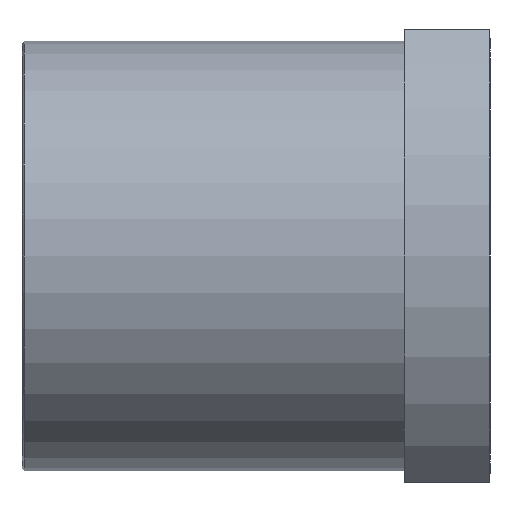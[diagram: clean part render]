
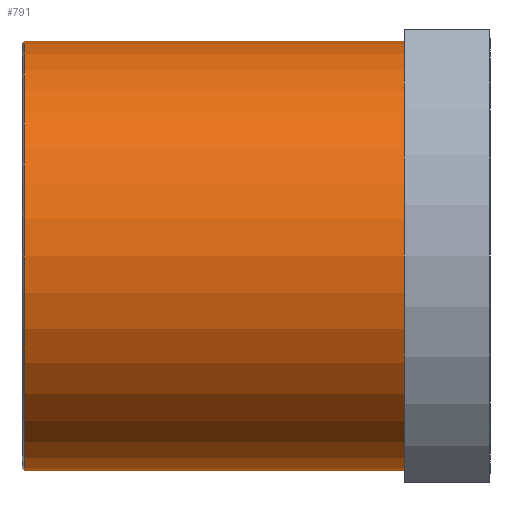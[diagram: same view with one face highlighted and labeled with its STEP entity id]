
A CAD part, front view. The second image highlights one B-rep face of the part: STEP entity #791.
In plain terms, the highlighted cylindrical face has radius 45 mm (diameter 90 mm), a partial arc.
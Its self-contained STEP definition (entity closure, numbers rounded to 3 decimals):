
#23 = VECTOR ( 'NONE', #137, 1000. ) ;
#45 = DIRECTION ( 'NONE',  ( -1., 0., 0. ) ) ;
#54 = CARTESIAN_POINT ( 'NONE',  ( -340.807, 0., -45. ) ) ;
#59 = LINE ( 'NONE', #54, #23 ) ;
#75 = CYLINDRICAL_SURFACE ( 'NONE', #437, 45. ) ;
#93 = DIRECTION ( 'NONE',  ( 0., 0., -1. ) ) ;
#112 = VERTEX_POINT ( 'NONE', #508 ) ;
#128 = CIRCLE ( 'NONE', #279, 45. ) ;
#137 = DIRECTION ( 'NONE',  ( -1., 0., 0. ) ) ;
#168 = CARTESIAN_POINT ( 'NONE',  ( -340.807, 0., 0. ) ) ;
#196 = CARTESIAN_POINT ( 'NONE',  ( -36.059, 0., 45. ) ) ;
#218 = ORIENTED_EDGE ( 'NONE', *, *, #654, .T. ) ;
#247 = CARTESIAN_POINT ( 'NONE',  ( -36.059, 0., -45. ) ) ;
#257 = DIRECTION ( 'NONE',  ( 1., 0., 0. ) ) ;
#279 = AXIS2_PLACEMENT_3D ( 'NONE', #323, #257, #93 ) ;
#318 = CIRCLE ( 'NONE', #1070, 45. ) ;
#323 = CARTESIAN_POINT ( 'NONE',  ( -36.059, 0., 0. ) ) ;
#342 = CARTESIAN_POINT ( 'NONE',  ( 43.441, 0., 45. ) ) ;
#407 = DIRECTION ( 'NONE',  ( 0., 0., 1. ) ) ;
#428 = EDGE_LOOP ( 'NONE', ( #600, #1046, #929, #218 ) ) ;
#437 = AXIS2_PLACEMENT_3D ( 'NONE', #168, #847, #440 ) ;
#440 = DIRECTION ( 'NONE',  ( 0., 0., 1. ) ) ;
#469 = CARTESIAN_POINT ( 'NONE',  ( 43.441, 0., 0. ) ) ;
#508 = CARTESIAN_POINT ( 'NONE',  ( 43.441, 0., -45. ) ) ;
#519 = EDGE_CURVE ( 'NONE', #112, #700, #318, .T. ) ;
#567 = VERTEX_POINT ( 'NONE', #247 ) ;
#600 = ORIENTED_EDGE ( 'NONE', *, *, #993, .F. ) ;
#654 = EDGE_CURVE ( 'NONE', #892, #567, #128, .T. ) ;
#690 = DIRECTION ( 'NONE',  ( -1., 0., 0. ) ) ;
#700 = VERTEX_POINT ( 'NONE', #342 ) ;
#791 = ADVANCED_FACE ( 'NONE', ( #836 ), #75, .T. ) ;
#836 = FACE_OUTER_BOUND ( 'NONE', #428, .T. ) ;
#847 = DIRECTION ( 'NONE',  ( -1., 0., 0. ) ) ;
#869 = EDGE_CURVE ( 'NONE', #700, #892, #1047, .T. ) ;
#873 = CARTESIAN_POINT ( 'NONE',  ( -340.807, 0., 45. ) ) ;
#892 = VERTEX_POINT ( 'NONE', #196 ) ;
#929 = ORIENTED_EDGE ( 'NONE', *, *, #869, .T. ) ;
#950 = VECTOR ( 'NONE', #690, 1000. ) ;
#993 = EDGE_CURVE ( 'NONE', #112, #567, #59, .T. ) ;
#1046 = ORIENTED_EDGE ( 'NONE', *, *, #519, .T. ) ;
#1047 = LINE ( 'NONE', #873, #950 ) ;
#1070 = AXIS2_PLACEMENT_3D ( 'NONE', #469, #45, #407 ) ;
